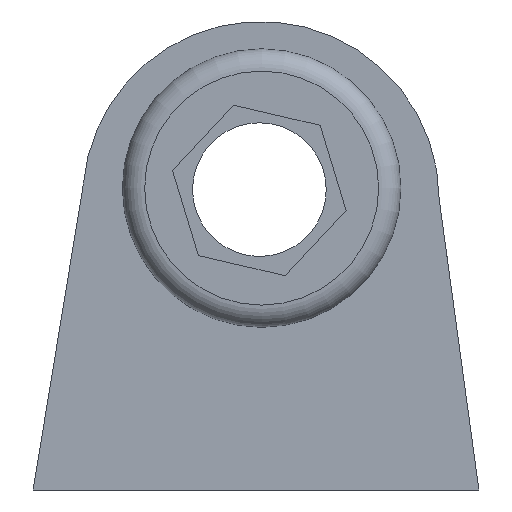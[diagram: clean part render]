
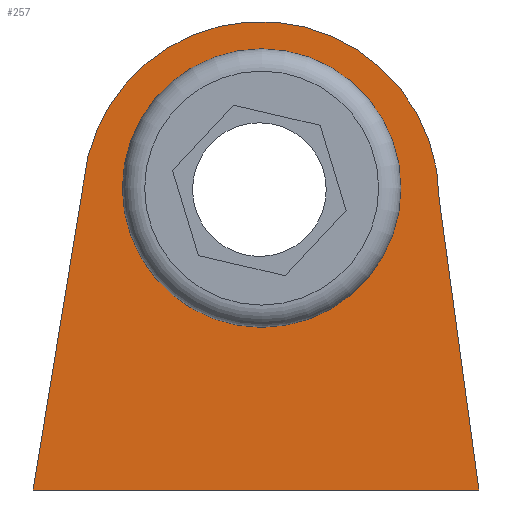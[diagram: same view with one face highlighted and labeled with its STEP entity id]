
A CAD part, front view. The second image highlights one B-rep face of the part: STEP entity #257.
In plain terms, the highlighted planar face has unit normal (0, -1, 0).
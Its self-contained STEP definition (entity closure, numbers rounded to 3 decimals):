
#84=CARTESIAN_POINT('',(102.551,76.924,21.));
#85=VERTEX_POINT('',#84);
#92=CARTESIAN_POINT('',(103.74,76.924,21.));
#93=VERTEX_POINT('',#92);
#94=CARTESIAN_POINT('',(103.74,76.924,21.));
#95=DIRECTION('',(-1.,0.,0.));
#96=VECTOR('',#95,1.189);
#97=LINE('',#94,#96);
#98=EDGE_CURVE('',#93,#85,#97,.T.);
#189=CARTESIAN_POINT('',(112.926,76.924,21.));
#190=DIRECTION('',(0.,-1.,0.));
#191=DIRECTION('',(0.,0.,-1.));
#192=AXIS2_PLACEMENT_3D('',#189,#190,#191);
#193=PLANE('',#192);
#194=CARTESIAN_POINT('',(103.179,76.924,19.797));
#195=VERTEX_POINT('',#194);
#196=CARTESIAN_POINT('',(109.429,76.924,13.547));
#197=VERTEX_POINT('',#196);
#198=CARTESIAN_POINT('',(103.179,76.924,13.547));
#199=DIRECTION('',(0.,-1.,0.));
#200=DIRECTION('',(1.,0.,0.));
#201=AXIS2_PLACEMENT_3D('',#198,#199,#200);
#202=CIRCLE('',#201,6.25);
#203=EDGE_CURVE('',#195,#197,#202,.T.);
#204=ORIENTED_EDGE('',*,*,#203,.F.);
#205=CARTESIAN_POINT('',(103.179,76.924,13.547));
#206=DIRECTION('',(0.,-1.,0.));
#207=DIRECTION('',(1.,0.,0.));
#208=AXIS2_PLACEMENT_3D('',#205,#206,#207);
#209=CIRCLE('',#208,6.25);
#210=EDGE_CURVE('',#197,#195,#209,.T.);
#211=ORIENTED_EDGE('',*,*,#210,.F.);
#212=EDGE_LOOP('',(#204,#211));
#213=FACE_BOUND('',#212,.T.);
#214=CARTESIAN_POINT('',(95.177,76.924,13.73));
#215=VERTEX_POINT('',#214);
#216=CARTESIAN_POINT('',(103.146,76.924,13.022));
#217=DIRECTION('',(0.,-1.,0.));
#218=DIRECTION('',(1.,0.,0.));
#219=AXIS2_PLACEMENT_3D('',#216,#217,#218);
#220=CIRCLE('',#219,8.);
#221=EDGE_CURVE('',#85,#215,#220,.T.);
#222=ORIENTED_EDGE('',*,*,#221,.T.);
#223=CARTESIAN_POINT('',(92.926,76.924,0.));
#224=VERTEX_POINT('',#223);
#225=CARTESIAN_POINT('',(95.177,76.924,13.73));
#226=DIRECTION('',(-0.162,0.,-0.987));
#227=VECTOR('',#226,13.914);
#228=LINE('',#225,#227);
#229=EDGE_CURVE('',#215,#224,#228,.T.);
#230=ORIENTED_EDGE('',*,*,#229,.T.);
#231=CARTESIAN_POINT('',(112.926,76.924,0.));
#232=VERTEX_POINT('',#231);
#233=CARTESIAN_POINT('',(112.926,76.924,0.));
#234=DIRECTION('',(-1.,0.,0.));
#235=VECTOR('',#234,20.);
#236=LINE('',#233,#235);
#237=EDGE_CURVE('',#232,#224,#236,.T.);
#238=ORIENTED_EDGE('',*,*,#237,.F.);
#239=CARTESIAN_POINT('',(111.146,76.924,13.03));
#240=VERTEX_POINT('',#239);
#241=CARTESIAN_POINT('',(111.146,76.924,13.03));
#242=DIRECTION('',(0.135,0.,-0.991));
#243=VECTOR('',#242,13.151);
#244=LINE('',#241,#243);
#245=EDGE_CURVE('',#240,#232,#244,.T.);
#246=ORIENTED_EDGE('',*,*,#245,.F.);
#247=CARTESIAN_POINT('',(103.146,76.924,13.022));
#248=DIRECTION('',(0.,-1.,0.));
#249=DIRECTION('',(1.,0.,0.));
#250=AXIS2_PLACEMENT_3D('',#247,#248,#249);
#251=CIRCLE('',#250,8.);
#252=EDGE_CURVE('',#240,#93,#251,.T.);
#253=ORIENTED_EDGE('',*,*,#252,.T.);
#254=ORIENTED_EDGE('',*,*,#98,.T.);
#255=EDGE_LOOP('',(#222,#230,#238,#246,#253,#254));
#256=FACE_BOUND('',#255,.T.);
#257=ADVANCED_FACE('',(#213,#256),#193,.T.);
